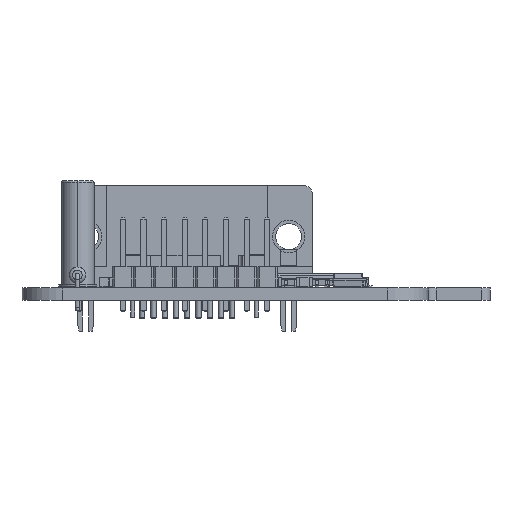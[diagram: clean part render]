
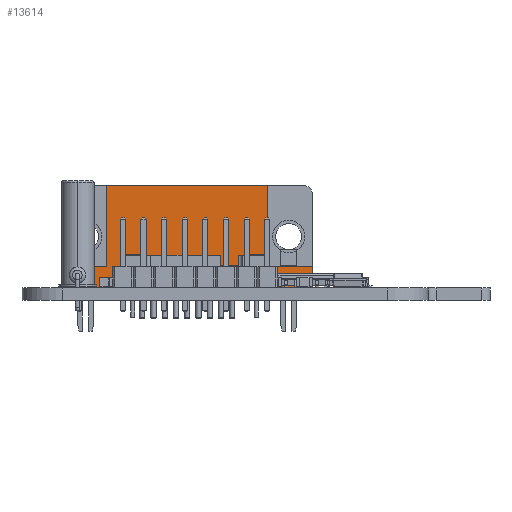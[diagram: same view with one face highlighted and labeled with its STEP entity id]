
A CAD part, left-side view. The second image highlights one B-rep face of the part: STEP entity #13614.
In plain terms, the highlighted face is planar.
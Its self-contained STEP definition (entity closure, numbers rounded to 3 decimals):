
#13040 = VERTEX_POINT('',#13041);
#13041 = CARTESIAN_POINT('',(15.44,1.8,12.5));
#13047 = EDGE_CURVE('',#13040,#13048,#13050,.T.);
#13048 = VERTEX_POINT('',#13049);
#13049 = CARTESIAN_POINT('',(-4.36,1.8,12.5));
#13050 = LINE('',#13051,#13052);
#13051 = CARTESIAN_POINT('',(20.94,1.8,12.5));
#13052 = VECTOR('',#13053,1.);
#13053 = DIRECTION('',(-1.,0.,0.));
#13146 = VERTEX_POINT('',#13147);
#13147 = CARTESIAN_POINT('',(20.94,1.8,0.));
#13153 = EDGE_CURVE('',#13146,#13154,#13156,.T.);
#13154 = VERTEX_POINT('',#13155);
#13155 = CARTESIAN_POINT('',(20.94,1.8,2.5));
#13156 = LINE('',#13157,#13158);
#13157 = CARTESIAN_POINT('',(20.94,1.8,0.));
#13158 = VECTOR('',#13159,1.);
#13159 = DIRECTION('',(0.,0.,1.));
#13194 = VERTEX_POINT('',#13195);
#13195 = CARTESIAN_POINT('',(-9.86,1.8,2.5));
#13201 = EDGE_CURVE('',#13194,#13202,#13204,.T.);
#13202 = VERTEX_POINT('',#13203);
#13203 = CARTESIAN_POINT('',(-9.86,1.8,0.));
#13204 = LINE('',#13205,#13206);
#13205 = CARTESIAN_POINT('',(-9.86,1.8,12.5));
#13206 = VECTOR('',#13207,1.);
#13207 = DIRECTION('',(0.,0.,-1.));
#13264 = EDGE_CURVE('',#13202,#13146,#13265,.T.);
#13265 = LINE('',#13266,#13267);
#13266 = CARTESIAN_POINT('',(-9.86,1.8,0.));
#13267 = VECTOR('',#13268,1.);
#13268 = DIRECTION('',(1.,0.,0.));
#13596 = VERTEX_POINT('',#13597);
#13597 = CARTESIAN_POINT('',(-4.36,1.8,2.5));
#13603 = EDGE_CURVE('',#13596,#13048,#13604,.T.);
#13604 = LINE('',#13605,#13606);
#13605 = CARTESIAN_POINT('',(-4.36,1.8,4.375));
#13606 = VECTOR('',#13607,1.);
#13607 = DIRECTION('',(0.,0.,1.));
#13614 = ADVANCED_FACE('',(#13615),#13642,.F.);
#13615 = FACE_BOUND('',#13616,.F.);
#13616 = EDGE_LOOP('',(#13617,#13625,#13626,#13627,#13633,#13634,#13635,
    #13636));
#13617 = ORIENTED_EDGE('',*,*,#13618,.F.);
#13618 = EDGE_CURVE('',#13040,#13619,#13621,.T.);
#13619 = VERTEX_POINT('',#13620);
#13620 = CARTESIAN_POINT('',(15.44,1.8,2.5));
#13621 = LINE('',#13622,#13623);
#13622 = CARTESIAN_POINT('',(15.44,1.8,10.625));
#13623 = VECTOR('',#13624,1.);
#13624 = DIRECTION('',(0.,0.,-1.));
#13625 = ORIENTED_EDGE('',*,*,#13047,.T.);
#13626 = ORIENTED_EDGE('',*,*,#13603,.F.);
#13627 = ORIENTED_EDGE('',*,*,#13628,.F.);
#13628 = EDGE_CURVE('',#13194,#13596,#13629,.T.);
#13629 = LINE('',#13630,#13631);
#13630 = CARTESIAN_POINT('',(-2.91,1.8,2.5));
#13631 = VECTOR('',#13632,1.);
#13632 = DIRECTION('',(1.,0.,0.));
#13633 = ORIENTED_EDGE('',*,*,#13201,.T.);
#13634 = ORIENTED_EDGE('',*,*,#13264,.T.);
#13635 = ORIENTED_EDGE('',*,*,#13153,.T.);
#13636 = ORIENTED_EDGE('',*,*,#13637,.F.);
#13637 = EDGE_CURVE('',#13619,#13154,#13638,.T.);
#13638 = LINE('',#13639,#13640);
#13639 = CARTESIAN_POINT('',(10.49,1.8,2.5));
#13640 = VECTOR('',#13641,1.);
#13641 = DIRECTION('',(1.,0.,0.));
#13642 = PLANE('',#13643);
#13643 = AXIS2_PLACEMENT_3D('',#13644,#13645,#13646);
#13644 = CARTESIAN_POINT('',(5.54,1.8,6.25));
#13645 = DIRECTION('',(0.,-1.,0.));
#13646 = DIRECTION('',(1.,0.,0.));
